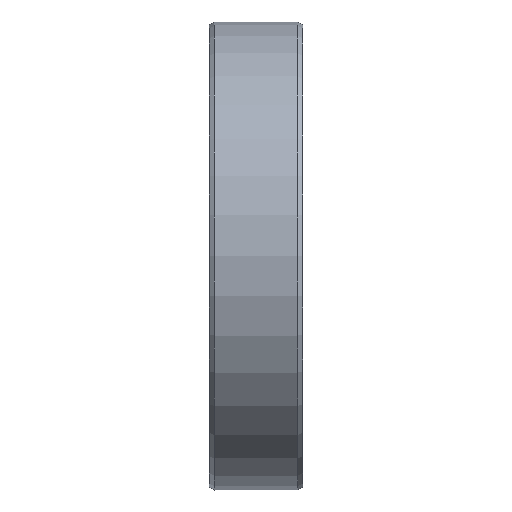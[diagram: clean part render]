
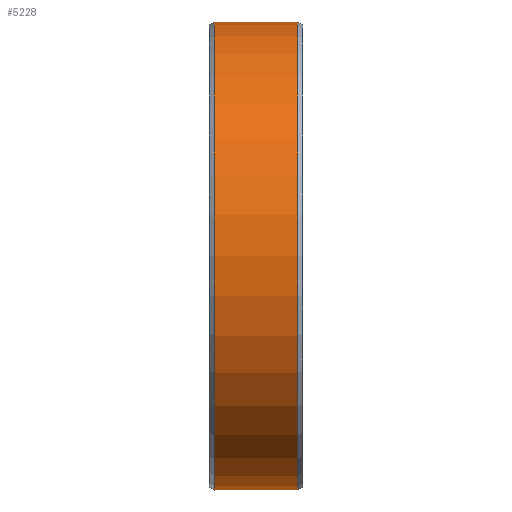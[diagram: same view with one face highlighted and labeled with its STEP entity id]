
A CAD part, top view. The second image highlights one B-rep face of the part: STEP entity #5228.
In plain terms, the highlighted cylindrical face has radius 55 mm (diameter 110 mm), a partial arc.
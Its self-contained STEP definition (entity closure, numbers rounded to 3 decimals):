
#4789=CARTESIAN_POINT('',(-9.8,0.,0.));
#4790=DIRECTION('',(1.,0.,0.));
#4791=DIRECTION('',(0.,1.,0.));
#4792=AXIS2_PLACEMENT_3D('',#4789,#4790,#4791);
#4794=CARTESIAN_POINT('',(-9.8,0.,0.));
#4795=DIRECTION('',(1.,0.,0.));
#4796=DIRECTION('',(0.,0.,1.));
#4797=AXIS2_PLACEMENT_3D('',#4794,#4795,#4796);
#4803=DIRECTION('',(-1.,0.,0.));
#4804=VECTOR('',#4803,19.6);
#4805=CARTESIAN_POINT('',(9.8,-55.,0.));
#4806=LINE('',#4805,#4804);
#4807=CARTESIAN_POINT('',(9.8,0.,0.));
#4808=DIRECTION('',(-1.,0.,0.));
#4809=DIRECTION('',(0.,-1.,0.));
#4810=AXIS2_PLACEMENT_3D('',#4807,#4808,#4809);
#4812=CARTESIAN_POINT('',(9.8,0.,0.));
#4813=DIRECTION('',(-1.,0.,0.));
#4814=DIRECTION('',(0.,0.,1.));
#4815=AXIS2_PLACEMENT_3D('',#4812,#4813,#4814);
#4875=DIRECTION('',(-1.,0.,0.));
#4876=VECTOR('',#4875,19.6);
#4877=CARTESIAN_POINT('',(9.8,55.,0.));
#4878=LINE('',#4877,#4876);
#5071=CARTESIAN_POINT('',(-9.8,-55.,0.));
#5072=VERTEX_POINT('',#5071);
#5074=CARTESIAN_POINT('',(-9.8,55.,0.));
#5076=VERTEX_POINT('',#5074);
#5077=CARTESIAN_POINT('',(-9.8,0.,55.));
#5078=VERTEX_POINT('',#5077);
#5079=CARTESIAN_POINT('',(9.8,0.,55.));
#5080=CARTESIAN_POINT('',(9.8,55.,0.));
#5081=VERTEX_POINT('',#5079);
#5082=VERTEX_POINT('',#5080);
#5083=CARTESIAN_POINT('',(9.8,-55.,0.));
#5084=VERTEX_POINT('',#5083);
#5211=CARTESIAN_POINT('',(-11.,0.,0.));
#5212=DIRECTION('',(1.,0.,0.));
#5213=DIRECTION('',(0.,-1.,0.));
#5214=AXIS2_PLACEMENT_3D('',#5211,#5212,#5213);
#5215=CYLINDRICAL_SURFACE('',#5214,55.);
#5217=ORIENTED_EDGE('',*,*,#5216,.F.);
#5219=ORIENTED_EDGE('',*,*,#5218,.F.);
#5221=ORIENTED_EDGE('',*,*,#5220,.T.);
#5222=ORIENTED_EDGE('',*,*,#5205,.F.);
#5223=ORIENTED_EDGE('',*,*,#5203,.F.);
#5225=ORIENTED_EDGE('',*,*,#5224,.F.);
#5226=EDGE_LOOP('',(#5217,#5219,#5221,#5222,#5223,#5225));
#5227=FACE_OUTER_BOUND('',#5226,.F.);
#4793=CIRCLE('',#4792,55.);
#4798=CIRCLE('',#4797,55.);
#4811=CIRCLE('',#4810,55.);
#4816=CIRCLE('',#4815,55.);
#5203=EDGE_CURVE('',#5076,#5078,#4793,.T.);
#5205=EDGE_CURVE('',#5078,#5072,#4798,.T.);
#5216=EDGE_CURVE('',#5081,#5082,#4816,.T.);
#5218=EDGE_CURVE('',#5084,#5081,#4811,.T.);
#5220=EDGE_CURVE('',#5084,#5072,#4806,.T.);
#5224=EDGE_CURVE('',#5082,#5076,#4878,.T.);
#5228=ADVANCED_FACE('',(#5227),#5215,.T.);
